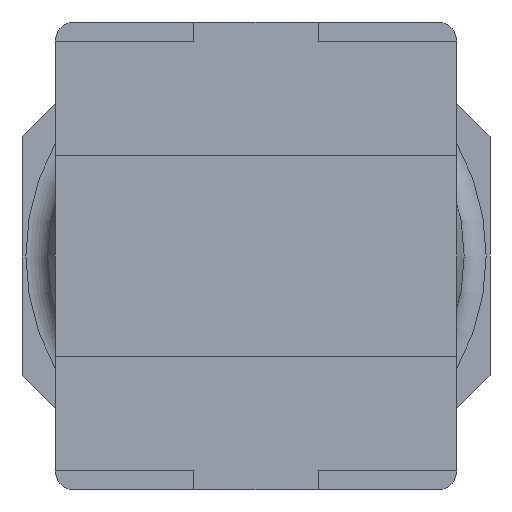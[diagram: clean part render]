
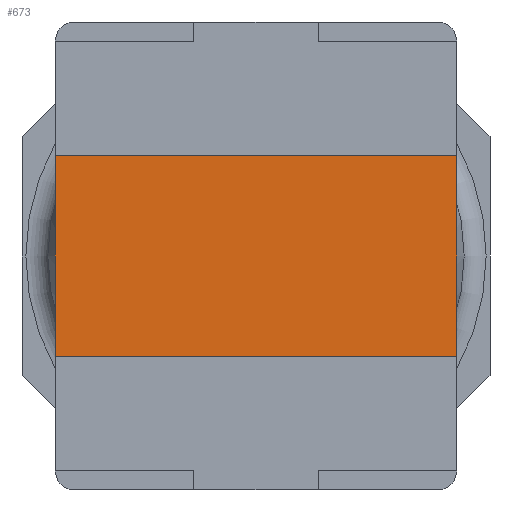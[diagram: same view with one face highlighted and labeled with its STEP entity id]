
A CAD part, front view. The second image highlights one B-rep face of the part: STEP entity #673.
In plain terms, the highlighted planar face has unit normal (0, -1, 0).
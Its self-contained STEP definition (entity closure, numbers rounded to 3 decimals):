
#40 = DIRECTION ( 'NONE',  ( 1., 0., 0. ) ) ;
#127 = EDGE_CURVE ( 'NONE', #1420, #1599, #1616, .T. ) ;
#175 = VERTEX_POINT ( 'NONE', #864 ) ;
#194 = ORIENTED_EDGE ( 'NONE', *, *, #653, .F. ) ;
#269 = CARTESIAN_POINT ( 'NONE',  ( 1.9, -4., 2.25 ) ) ;
#374 = CARTESIAN_POINT ( 'NONE',  ( 2.1, -4., 1.05 ) ) ;
#410 = VECTOR ( 'NONE', #1936, 1000. ) ;
#437 = CARTESIAN_POINT ( 'NONE',  ( 2.1, -4., 2.25 ) ) ;
#460 = DIRECTION ( 'NONE',  ( 0., 0., 1. ) ) ;
#482 = CARTESIAN_POINT ( 'NONE',  ( 2.1, -4., -1.05 ) ) ;
#632 = ORIENTED_EDGE ( 'NONE', *, *, #699, .F. ) ;
#649 = FACE_OUTER_BOUND ( 'NONE', #1432, .T. ) ;
#653 = EDGE_CURVE ( 'NONE', #175, #1420, #1117, .T. ) ;
#673 = ADVANCED_FACE ( 'NONE', ( #649 ), #975, .F. ) ;
#699 = EDGE_CURVE ( 'NONE', #1599, #1481, #2152, .T. ) ;
#801 = EDGE_CURVE ( 'NONE', #1481, #175, #1864, .T. ) ;
#815 = DIRECTION ( 'NONE',  ( -1., 0., 0. ) ) ;
#864 = CARTESIAN_POINT ( 'NONE',  ( -2.1, -4., -1.05 ) ) ;
#926 = VECTOR ( 'NONE', #815, 1000. ) ;
#975 = PLANE ( 'NONE',  #1151 ) ;
#1017 = ORIENTED_EDGE ( 'NONE', *, *, #127, .F. ) ;
#1064 = VECTOR ( 'NONE', #1577, 1000. ) ;
#1117 = LINE ( 'NONE', #1406, #1064 ) ;
#1151 = AXIS2_PLACEMENT_3D ( 'NONE', #269, #1469, #460 ) ;
#1170 = VECTOR ( 'NONE', #40, 1000. ) ;
#1324 = CARTESIAN_POINT ( 'NONE',  ( 2.1, -4., -1.05 ) ) ;
#1406 = CARTESIAN_POINT ( 'NONE',  ( -2.1, -4., 2.25 ) ) ;
#1420 = VERTEX_POINT ( 'NONE', #1508 ) ;
#1432 = EDGE_LOOP ( 'NONE', ( #194, #2007, #632, #1017 ) ) ;
#1469 = DIRECTION ( 'NONE',  ( 0., 1., 0. ) ) ;
#1481 = VERTEX_POINT ( 'NONE', #1324 ) ;
#1508 = CARTESIAN_POINT ( 'NONE',  ( -2.1, -4., 1.05 ) ) ;
#1577 = DIRECTION ( 'NONE',  ( 0., 0., 1. ) ) ;
#1599 = VERTEX_POINT ( 'NONE', #1757 ) ;
#1616 = LINE ( 'NONE', #374, #1170 ) ;
#1757 = CARTESIAN_POINT ( 'NONE',  ( 2.1, -4., 1.05 ) ) ;
#1864 = LINE ( 'NONE', #482, #926 ) ;
#1936 = DIRECTION ( 'NONE',  ( 0., 0., -1. ) ) ;
#2007 = ORIENTED_EDGE ( 'NONE', *, *, #801, .F. ) ;
#2152 = LINE ( 'NONE', #437, #410 ) ;
